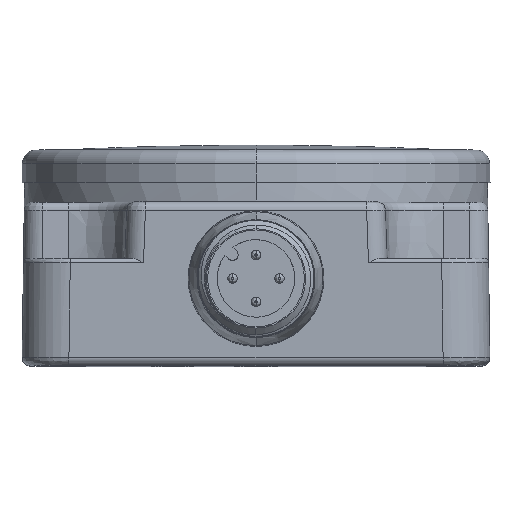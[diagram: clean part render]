
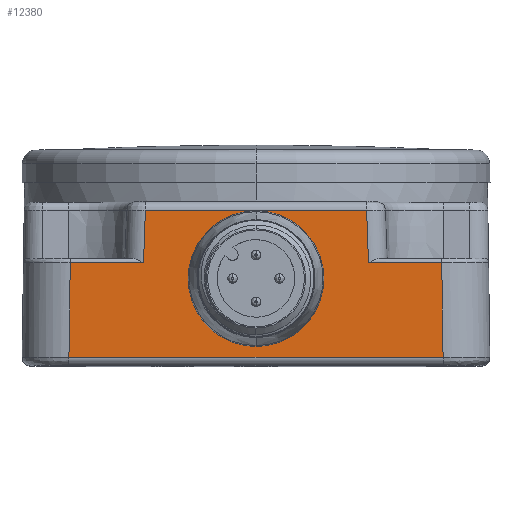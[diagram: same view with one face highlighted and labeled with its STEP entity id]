
A CAD part, top view. The second image highlights one B-rep face of the part: STEP entity #12380.
In plain terms, the highlighted planar face has unit normal (0, 0, 1).
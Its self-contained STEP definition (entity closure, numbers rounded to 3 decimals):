
#808=CARTESIAN_POINT('',(44.833,11.425,0.));
#827=DIRECTION('',(-1.,0.,0.));
#828=VECTOR('',#827,39.974);
#829=CARTESIAN_POINT('',(44.974,1.325,0.));
#830=LINE('',#829,#828);
#831=DIRECTION('',(-0.014,-1.,0.));
#832=VECTOR('',#831,10.101);
#833=CARTESIAN_POINT('',(5.142,11.425,0.));
#834=LINE('',#833,#832);
#835=DIRECTION('',(1.,0.,0.));
#836=VECTOR('',#835,7.83);
#837=CARTESIAN_POINT('',(5.142,11.425,0.));
#838=LINE('',#837,#836);
#839=DIRECTION('',(1.,0.,0.));
#840=VECTOR('',#839,23.641);
#841=CARTESIAN_POINT('',(13.167,17.025,0.));
#842=LINE('',#841,#840);
#843=DIRECTION('',(1.,0.,0.));
#844=VECTOR('',#843,7.83);
#845=CARTESIAN_POINT('',(37.004,11.425,0.));
#846=LINE('',#845,#844);
#847=DIRECTION('',(-0.014,1.,0.));
#848=VECTOR('',#847,10.101);
#849=CARTESIAN_POINT('',(44.974,1.325,0.));
#850=LINE('',#849,#848);
#851=CARTESIAN_POINT('',(24.987,9.725,0.));
#852=DIRECTION('',(0.,0.,1.));
#853=DIRECTION('',(0.,1.,0.));
#854=AXIS2_PLACEMENT_3D('',#851,#852,#853);
#856=CARTESIAN_POINT('',(24.987,9.725,0.));
#857=DIRECTION('',(0.,0.,1.));
#858=DIRECTION('',(0.,-1.,0.));
#859=AXIS2_PLACEMENT_3D('',#856,#857,#858);
#1094=CARTESIAN_POINT('',(36.808,17.025,
0.));
#1116=DIRECTION('',(-0.035,0.999,0.));
#1117=VECTOR('',#1116,5.603);
#1118=CARTESIAN_POINT('',(37.004,11.425,0.));
#1119=LINE('',#1118,#1117);
#1156=DIRECTION('',(-0.035,-0.999,0.));
#1157=VECTOR('',#1156,5.603);
#1158=CARTESIAN_POINT('',(13.167,17.025,
0.));
#1159=LINE('',#1158,#1157);
#10876=CARTESIAN_POINT('',(44.974,1.325,
0.));
#10877=CARTESIAN_POINT('',(5.001,1.325,
0.));
#10878=VERTEX_POINT('',#10876);
#10879=VERTEX_POINT('',#10877);
#10897=VERTEX_POINT('',#1094);
#10900=CARTESIAN_POINT('',(13.167,17.025,
0.));
#10901=VERTEX_POINT('',#10900);
#11301=VERTEX_POINT('',#808);
#11304=CARTESIAN_POINT('',(37.004,11.425,0.));
#11305=VERTEX_POINT('',#11304);
#11306=CARTESIAN_POINT('',(5.142,11.425,0.));
#11307=CARTESIAN_POINT('',(12.971,11.425,0.));
#11308=VERTEX_POINT('',#11306);
#11309=VERTEX_POINT('',#11307);
#11395=CARTESIAN_POINT('',(24.987,16.975,0.));
#11396=CARTESIAN_POINT('',(24.987,2.475,0.));
#11397=VERTEX_POINT('',#11395);
#11398=VERTEX_POINT('',#11396);
#12353=CARTESIAN_POINT('',(-0.013,0.425,0.));
#12354=DIRECTION('',(0.,0.,1.));
#12355=DIRECTION('',(1.,0.,0.));
#12356=AXIS2_PLACEMENT_3D('',#12353,#12354,#12355);
#12357=PLANE('',#12356);
#12358=ORIENTED_EDGE('',*,*,#11690,.T.);
#12360=ORIENTED_EDGE('',*,*,#12359,.F.);
#12362=ORIENTED_EDGE('',*,*,#12361,.T.);
#12364=ORIENTED_EDGE('',*,*,#12363,.F.);
#12366=ORIENTED_EDGE('',*,*,#12365,.T.);
#12368=ORIENTED_EDGE('',*,*,#12367,.F.);
#12370=ORIENTED_EDGE('',*,*,#12369,.T.);
#12371=ORIENTED_EDGE('',*,*,#12338,.F.);
#12372=EDGE_LOOP('',(#12358,#12360,#12362,#12364,#12366,#12368,#12370,#12371));
#12373=FACE_OUTER_BOUND('',#12372,.F.);
#12375=ORIENTED_EDGE('',*,*,#12374,.T.);
#12377=ORIENTED_EDGE('',*,*,#12376,.T.);
#12378=EDGE_LOOP('',(#12375,#12377));
#12379=FACE_BOUND('',#12378,.F.);
#12380=ADVANCED_FACE('',(#12373,#12379),#12357,.T.);
#855=CIRCLE('',#854,7.25);
#860=CIRCLE('',#859,7.25);
#11690=EDGE_CURVE('',#10878,#10879,#830,.T.);
#12338=EDGE_CURVE('',#10878,#11301,#850,.T.);
#12359=EDGE_CURVE('',#11308,#10879,#834,.T.);
#12361=EDGE_CURVE('',#11308,#11309,#838,.T.);
#12363=EDGE_CURVE('',#10901,#11309,#1159,.T.);
#12365=EDGE_CURVE('',#10901,#10897,#842,.T.);
#12367=EDGE_CURVE('',#11305,#10897,#1119,.T.);
#12369=EDGE_CURVE('',#11305,#11301,#846,.T.);
#12374=EDGE_CURVE('',#11397,#11398,#855,.T.);
#12376=EDGE_CURVE('',#11398,#11397,#860,.T.);
